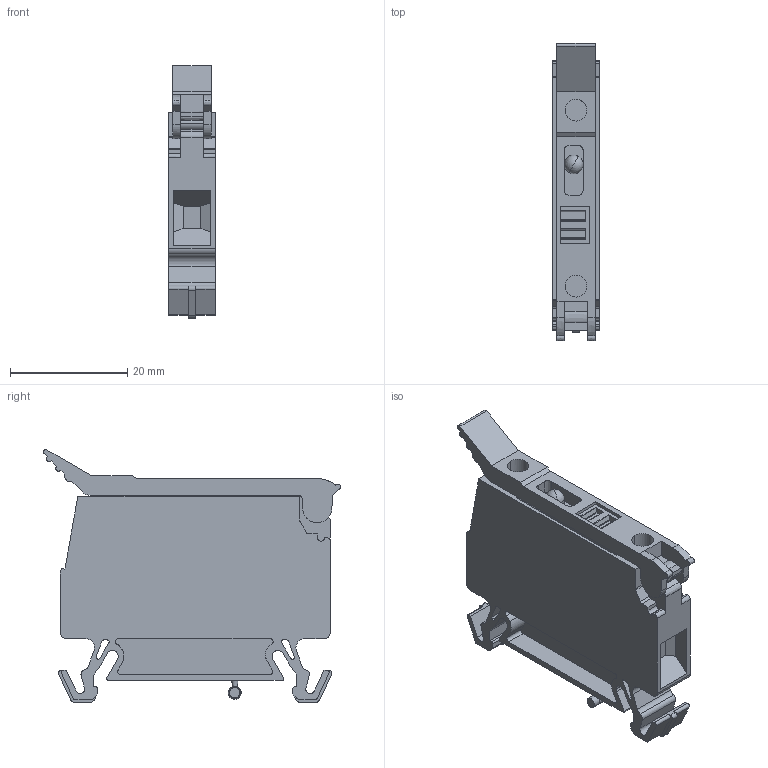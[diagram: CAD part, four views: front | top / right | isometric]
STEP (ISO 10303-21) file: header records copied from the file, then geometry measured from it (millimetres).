
FILE_DESCRIPTION(('CATIA V5 STEP Exchange','CAx-IF Rec.Pracs.--- Model Styling and Organization---1.5--- 2016-08-15','CAx-IF Rec.Pracs.---Supplemental Geometry---1.0---2011-11-01','CAx-IF Rec.Pracs.--- Composite Materials ---1.1---2010-07-15'),'2;1');
FILE_NAME ('D1458565_1', '2024-05-30T11:06:19+00:00', ('none'), ('Weidmueller'), 'CATIA Version 5-6 Release 2022 SP4 HF5', 'CATIA V5 STEP AP214 v3', 'none');
FILE_SCHEMA(('AUTOMOTIVE_DESIGN { 1 0 10303 214 1 1 1 1 }'));
Length unit declared in the file: millimetre
Products named in the file (1): 1886590000_WSI_4-LD_10-36V_AC-DC
Bounding box: 8 x 50.67 x 43.1 mm (x, y, z)
Volume: 8291.3 mm3; surface area: 7315.8 mm2
Topology: 2 solids, 2 shells, 350 faces, 1006 edges, 674 vertices
Faces by surface type: plane 216, cylinder 106, extrusion 20, cone 6, sphere 2
Entity records: 11845 total; most frequent: CARTESIAN_POINT 2744, ORIENTED_EDGE 2008, DIRECTION 1437, EDGE_CURVE 1004, VECTOR 742, LINE 722, VERTEX_POINT 674, AXIS2_PLACEMENT_3D 456
